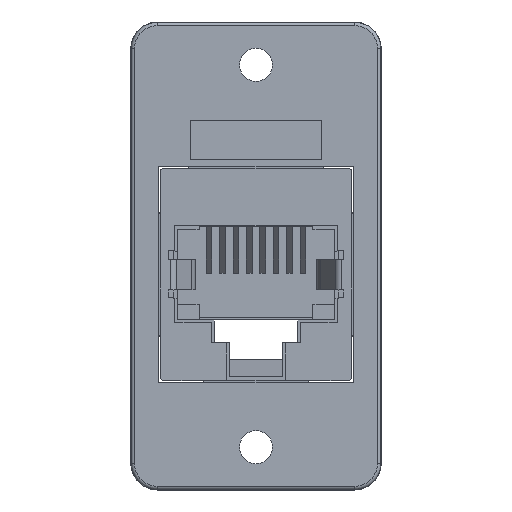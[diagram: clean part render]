
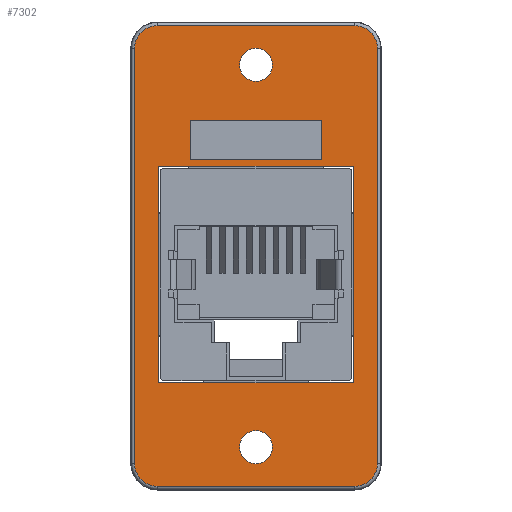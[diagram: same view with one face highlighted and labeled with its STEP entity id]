
A CAD part, front view. The second image highlights one B-rep face of the part: STEP entity #7302.
In plain terms, the highlighted planar face has unit normal (0, -1, 0).
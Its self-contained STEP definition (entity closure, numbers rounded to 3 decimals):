
#110=FACE_BOUND('',#966,.T.);
#111=FACE_BOUND('',#967,.T.);
#112=FACE_BOUND('',#968,.T.);
#113=FACE_BOUND('',#969,.T.);
#210=CIRCLE('',#7726,1.714);
#214=CIRCLE('',#7732,1.714);
#218=CIRCLE('',#7738,1.714);
#222=CIRCLE('',#7744,1.714);
#225=CIRCLE('',#7752,1.25);
#226=CIRCLE('',#7753,1.25);
#227=CIRCLE('',#7754,1.25);
#228=CIRCLE('',#7755,1.25);
#563=FACE_OUTER_BOUND('',#965,.T.);
#965=EDGE_LOOP('',(#6426,#6427,#6428,#6429,#6430,#6431,#6432,#6433));
#966=EDGE_LOOP('',(#6434,#6435,#6436,#6437));
#967=EDGE_LOOP('',(#6438,#6439));
#968=EDGE_LOOP('',(#6440,#6441));
#969=EDGE_LOOP('',(#6442,#6443,#6444,#6445));
#1840=LINE('',#11702,#2765);
#1841=LINE('',#11713,#2766);
#1843=LINE('',#11725,#2768);
#1845=LINE('',#11737,#2770);
#1854=LINE('',#11763,#2779);
#1855=LINE('',#11765,#2780);
#1856=LINE('',#11767,#2781);
#1857=LINE('',#11768,#2782);
#1858=LINE('',#11779,#2783);
#1859=LINE('',#11781,#2784);
#1860=LINE('',#11783,#2785);
#1861=LINE('',#11784,#2786);
#2765=VECTOR('',#9345,10.);
#2766=VECTOR('',#9358,10.);
#2768=VECTOR('',#9372,10.);
#2770=VECTOR('',#9386,10.);
#2779=VECTOR('',#9415,10.);
#2780=VECTOR('',#9416,10.);
#2781=VECTOR('',#9417,10.);
#2782=VECTOR('',#9418,10.);
#2783=VECTOR('',#9427,10.);
#2784=VECTOR('',#9428,10.);
#2785=VECTOR('',#9429,10.);
#2786=VECTOR('',#9430,10.);
#3471=VERTEX_POINT('',#11695);
#3474=VERTEX_POINT('',#11700);
#3476=VERTEX_POINT('',#11705);
#3478=VERTEX_POINT('',#11711);
#3480=VERTEX_POINT('',#11717);
#3482=VERTEX_POINT('',#11723);
#3484=VERTEX_POINT('',#11729);
#3486=VERTEX_POINT('',#11735);
#3492=VERTEX_POINT('',#11761);
#3493=VERTEX_POINT('',#11762);
#3494=VERTEX_POINT('',#11764);
#3495=VERTEX_POINT('',#11766);
#3496=VERTEX_POINT('',#11769);
#3497=VERTEX_POINT('',#11770);
#3498=VERTEX_POINT('',#11773);
#3499=VERTEX_POINT('',#11774);
#3500=VERTEX_POINT('',#11777);
#3501=VERTEX_POINT('',#11778);
#3502=VERTEX_POINT('',#11780);
#3503=VERTEX_POINT('',#11782);
#4462=EDGE_CURVE('',#3474,#3471,#1840,.T.);
#4464=EDGE_CURVE('',#3476,#3474,#210,.T.);
#4467=EDGE_CURVE('',#3478,#3476,#1841,.T.);
#4470=EDGE_CURVE('',#3480,#3478,#214,.T.);
#4473=EDGE_CURVE('',#3482,#3480,#1843,.T.);
#4476=EDGE_CURVE('',#3484,#3482,#218,.T.);
#4479=EDGE_CURVE('',#3486,#3484,#1845,.T.);
#4482=EDGE_CURVE('',#3471,#3486,#222,.T.);
#4492=EDGE_CURVE('',#3492,#3493,#1854,.T.);
#4493=EDGE_CURVE('',#3493,#3494,#1855,.T.);
#4494=EDGE_CURVE('',#3494,#3495,#1856,.T.);
#4495=EDGE_CURVE('',#3495,#3492,#1857,.T.);
#4496=EDGE_CURVE('',#3496,#3497,#225,.T.);
#4497=EDGE_CURVE('',#3497,#3496,#226,.T.);
#4498=EDGE_CURVE('',#3498,#3499,#227,.T.);
#4499=EDGE_CURVE('',#3499,#3498,#228,.T.);
#4500=EDGE_CURVE('',#3500,#3501,#1858,.T.);
#4501=EDGE_CURVE('',#3501,#3502,#1859,.T.);
#4502=EDGE_CURVE('',#3502,#3503,#1860,.T.);
#4503=EDGE_CURVE('',#3503,#3500,#1861,.T.);
#6426=ORIENTED_EDGE('',*,*,#4462,.F.);
#6427=ORIENTED_EDGE('',*,*,#4464,.F.);
#6428=ORIENTED_EDGE('',*,*,#4467,.F.);
#6429=ORIENTED_EDGE('',*,*,#4470,.F.);
#6430=ORIENTED_EDGE('',*,*,#4473,.F.);
#6431=ORIENTED_EDGE('',*,*,#4476,.F.);
#6432=ORIENTED_EDGE('',*,*,#4479,.F.);
#6433=ORIENTED_EDGE('',*,*,#4482,.F.);
#6434=ORIENTED_EDGE('',*,*,#4492,.T.);
#6435=ORIENTED_EDGE('',*,*,#4493,.T.);
#6436=ORIENTED_EDGE('',*,*,#4494,.T.);
#6437=ORIENTED_EDGE('',*,*,#4495,.T.);
#6438=ORIENTED_EDGE('',*,*,#4496,.T.);
#6439=ORIENTED_EDGE('',*,*,#4497,.T.);
#6440=ORIENTED_EDGE('',*,*,#4498,.T.);
#6441=ORIENTED_EDGE('',*,*,#4499,.T.);
#6442=ORIENTED_EDGE('',*,*,#4500,.T.);
#6443=ORIENTED_EDGE('',*,*,#4501,.T.);
#6444=ORIENTED_EDGE('',*,*,#4502,.T.);
#6445=ORIENTED_EDGE('',*,*,#4503,.T.);
#6947=PLANE('',#7751);
#7302=ADVANCED_FACE('',(#563,#110,#111,#112,#113),#6947,.F.);
#7726=AXIS2_PLACEMENT_3D('',#11707,#9350,#9351);
#7732=AXIS2_PLACEMENT_3D('',#11719,#9364,#9365);
#7738=AXIS2_PLACEMENT_3D('',#11731,#9378,#9379);
#7744=AXIS2_PLACEMENT_3D('',#11741,#9392,#9393);
#7751=AXIS2_PLACEMENT_3D('',#11760,#9413,#9414);
#7752=AXIS2_PLACEMENT_3D('',#11771,#9419,#9420);
#7753=AXIS2_PLACEMENT_3D('',#11772,#9421,#9422);
#7754=AXIS2_PLACEMENT_3D('',#11775,#9423,#9424);
#7755=AXIS2_PLACEMENT_3D('',#11776,#9425,#9426);
#9345=DIRECTION('',(0.,0.,-1.));
#9350=DIRECTION('center_axis',(0.,1.,0.));
#9351=DIRECTION('ref_axis',(0.707,0.,0.707));
#9358=DIRECTION('',(1.,0.,0.));
#9364=DIRECTION('center_axis',(0.,1.,0.));
#9365=DIRECTION('ref_axis',(-0.707,0.,0.707));
#9372=DIRECTION('',(0.,0.,1.));
#9378=DIRECTION('center_axis',(0.,1.,0.));
#9379=DIRECTION('ref_axis',(-0.707,0.,-0.707));
#9386=DIRECTION('',(-1.,0.,0.));
#9392=DIRECTION('center_axis',(0.,1.,0.));
#9393=DIRECTION('ref_axis',(0.707,0.,-0.707));
#9413=DIRECTION('center_axis',(0.,1.,0.));
#9414=DIRECTION('ref_axis',(0.,0.,1.));
#9415=DIRECTION('',(0.,0.,-1.));
#9416=DIRECTION('',(-1.,0.,0.));
#9417=DIRECTION('',(0.,0.,1.));
#9418=DIRECTION('',(1.,0.,0.));
#9419=DIRECTION('center_axis',(0.,1.,0.));
#9420=DIRECTION('ref_axis',(0.,0.,-1.));
#9421=DIRECTION('center_axis',(0.,1.,0.));
#9422=DIRECTION('ref_axis',(0.,0.,-1.));
#9423=DIRECTION('center_axis',(0.,1.,0.));
#9424=DIRECTION('ref_axis',(0.,0.,-1.));
#9425=DIRECTION('center_axis',(0.,1.,0.));
#9426=DIRECTION('ref_axis',(0.,0.,-1.));
#9427=DIRECTION('',(1.,0.,0.));
#9428=DIRECTION('',(0.,0.,-1.));
#9429=DIRECTION('',(-1.,0.,0.));
#9430=DIRECTION('',(0.,0.,1.));
#11695=CARTESIAN_POINT('',(9.214,0.,-15.75));
#11700=CARTESIAN_POINT('',(9.214,0.,15.75));
#11702=CARTESIAN_POINT('',(9.214,0.,8.875));
#11705=CARTESIAN_POINT('',(7.5,0.,17.464));
#11707=CARTESIAN_POINT('Origin',(7.5,0.,15.75));
#11711=CARTESIAN_POINT('',(-7.5,0.,17.464));
#11713=CARTESIAN_POINT('',(-4.75,0.,17.464));
#11717=CARTESIAN_POINT('',(-9.214,0.,15.75));
#11719=CARTESIAN_POINT('Origin',(-7.5,0.,15.75));
#11723=CARTESIAN_POINT('',(-9.214,0.,-15.75));
#11725=CARTESIAN_POINT('',(-9.214,0.,-8.875));
#11729=CARTESIAN_POINT('',(-7.5,0.,-17.464));
#11731=CARTESIAN_POINT('Origin',(-7.5,0.,-15.75));
#11735=CARTESIAN_POINT('',(7.5,0.,-17.464));
#11737=CARTESIAN_POINT('',(4.75,0.,-17.464));
#11741=CARTESIAN_POINT('Origin',(7.5,0.,-15.75));
#11760=CARTESIAN_POINT('Origin',(0.,0.,0.));
#11761=CARTESIAN_POINT('',(7.375,0.,6.8));
#11762=CARTESIAN_POINT('',(7.375,0.,-9.6));
#11763=CARTESIAN_POINT('',(7.375,0.,3.4));
#11764=CARTESIAN_POINT('',(-7.375,0.,-9.6));
#11765=CARTESIAN_POINT('',(3.688,0.,-9.6));
#11766=CARTESIAN_POINT('',(-7.375,0.,6.8));
#11767=CARTESIAN_POINT('',(-7.375,0.,-4.8));
#11768=CARTESIAN_POINT('',(-3.688,0.,6.8));
#11769=CARTESIAN_POINT('',(0.,0.,13.25));
#11770=CARTESIAN_POINT('',(0.,0.,15.75));
#11771=CARTESIAN_POINT('Origin',(0.,0.,14.5));
#11772=CARTESIAN_POINT('Origin',(0.,0.,14.5));
#11773=CARTESIAN_POINT('',(0.,0.,-15.75));
#11774=CARTESIAN_POINT('',(0.,0.,-13.25));
#11775=CARTESIAN_POINT('Origin',(0.,0.,-14.5));
#11776=CARTESIAN_POINT('Origin',(0.,0.,-14.5));
#11777=CARTESIAN_POINT('',(-5.,0.,10.3));
#11778=CARTESIAN_POINT('',(5.,0.,10.3));
#11779=CARTESIAN_POINT('',(-2.5,0.,10.3));
#11780=CARTESIAN_POINT('',(5.,0.,7.3));
#11781=CARTESIAN_POINT('',(5.,0.,5.15));
#11782=CARTESIAN_POINT('',(-5.,0.,7.3));
#11783=CARTESIAN_POINT('',(2.5,0.,7.3));
#11784=CARTESIAN_POINT('',(-5.,0.,3.65));
